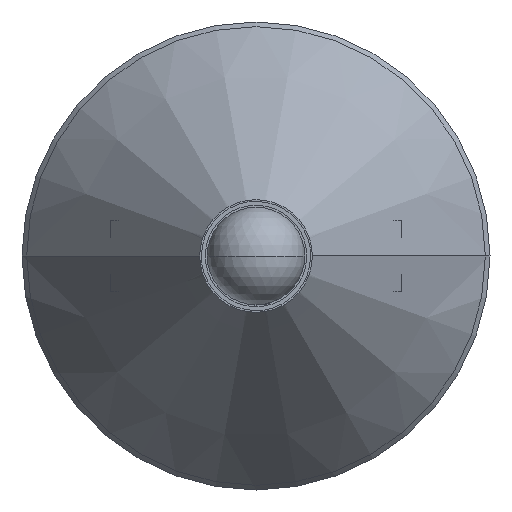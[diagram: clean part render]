
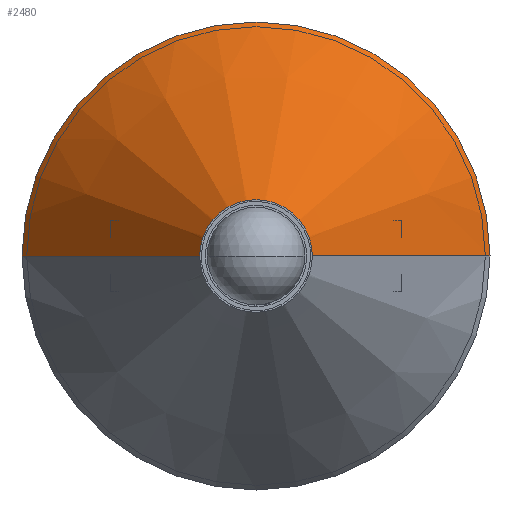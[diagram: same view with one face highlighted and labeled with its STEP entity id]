
A CAD part, front view. The second image highlights one B-rep face of the part: STEP entity #2480.
In plain terms, the highlighted conical face has half-angle 33.845 degrees and reference radius 3 mm.
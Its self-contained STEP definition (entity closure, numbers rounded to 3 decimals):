
#207 = DIRECTION ( 'NONE',  ( -1., 0., 0. ) ) ;
#214 = CIRCLE ( 'NONE', #3857, 5.682 ) ;
#221 = EDGE_CURVE ( 'NONE', #893, #3161, #1899, .T. ) ;
#247 = DIRECTION ( 'NONE',  ( 0., 0., -1. ) ) ;
#269 = VERTEX_POINT ( 'NONE', #3967 ) ;
#329 = LINE ( 'NONE', #3048, #926 ) ;
#606 = CONICAL_SURFACE ( 'NONE', #2260, 3., 0.591 ) ;
#840 = DIRECTION ( 'NONE',  ( -0.557, 0.831, 0. ) ) ;
#893 = VERTEX_POINT ( 'NONE', #3430 ) ;
#926 = VECTOR ( 'NONE', #4387, 1000. ) ;
#1001 = VERTEX_POINT ( 'NONE', #2443 ) ;
#1073 = ORIENTED_EDGE ( 'NONE', *, *, #3879, .F. ) ;
#1123 = CARTESIAN_POINT ( 'NONE',  ( 0., -85., 0. ) ) ;
#1252 = DIRECTION ( 'NONE',  ( 0., 1., 0. ) ) ;
#1421 = ORIENTED_EDGE ( 'NONE', *, *, #2744, .F. ) ;
#1720 = ORIENTED_EDGE ( 'NONE', *, *, #3409, .T. ) ;
#1861 = CARTESIAN_POINT ( 'NONE',  ( 0., 0., 0. ) ) ;
#1899 = LINE ( 'NONE', #2942, #2642 ) ;
#2010 = ORIENTED_EDGE ( 'NONE', *, *, #221, .F. ) ;
#2115 = CARTESIAN_POINT ( 'NONE',  ( -60., 0., 0. ) ) ;
#2260 = AXIS2_PLACEMENT_3D ( 'NONE', #1123, #3824, #2453 ) ;
#2443 = CARTESIAN_POINT ( 'NONE',  ( 5.682, -81., 0. ) ) ;
#2453 = DIRECTION ( 'NONE',  ( -1., 0., 0. ) ) ;
#2480 = ADVANCED_FACE ( 'NONE', ( #4168 ), #606, .T. ) ;
#2642 = VECTOR ( 'NONE', #840, 1000. ) ;
#2656 = CARTESIAN_POINT ( 'NONE',  ( 0., -81., 0. ) ) ;
#2744 = EDGE_CURVE ( 'NONE', #1001, #893, #214, .T. ) ;
#2942 = CARTESIAN_POINT ( 'NONE',  ( -3., -85., 0. ) ) ;
#3048 = CARTESIAN_POINT ( 'NONE',  ( 3., -85., 0. ) ) ;
#3161 = VERTEX_POINT ( 'NONE', #2115 ) ;
#3345 = DIRECTION ( 'NONE',  ( 0., -1., 0. ) ) ;
#3409 = EDGE_CURVE ( 'NONE', #1001, #269, #329, .T. ) ;
#3430 = CARTESIAN_POINT ( 'NONE',  ( -5.682, -81., 0. ) ) ;
#3658 = CIRCLE ( 'NONE', #3950, 60. ) ;
#3824 = DIRECTION ( 'NONE',  ( 0., 1., 0. ) ) ;
#3857 = AXIS2_PLACEMENT_3D ( 'NONE', #2656, #3345, #247 ) ;
#3879 = EDGE_CURVE ( 'NONE', #3161, #269, #3658, .T. ) ;
#3950 = AXIS2_PLACEMENT_3D ( 'NONE', #1861, #1252, #207 ) ;
#3967 = CARTESIAN_POINT ( 'NONE',  ( 60., 0., 0. ) ) ;
#4168 = FACE_OUTER_BOUND ( 'NONE', #4217, .T. ) ;
#4217 = EDGE_LOOP ( 'NONE', ( #1421, #1720, #1073, #2010 ) ) ;
#4387 = DIRECTION ( 'NONE',  ( 0.557, 0.831, 0. ) ) ;
